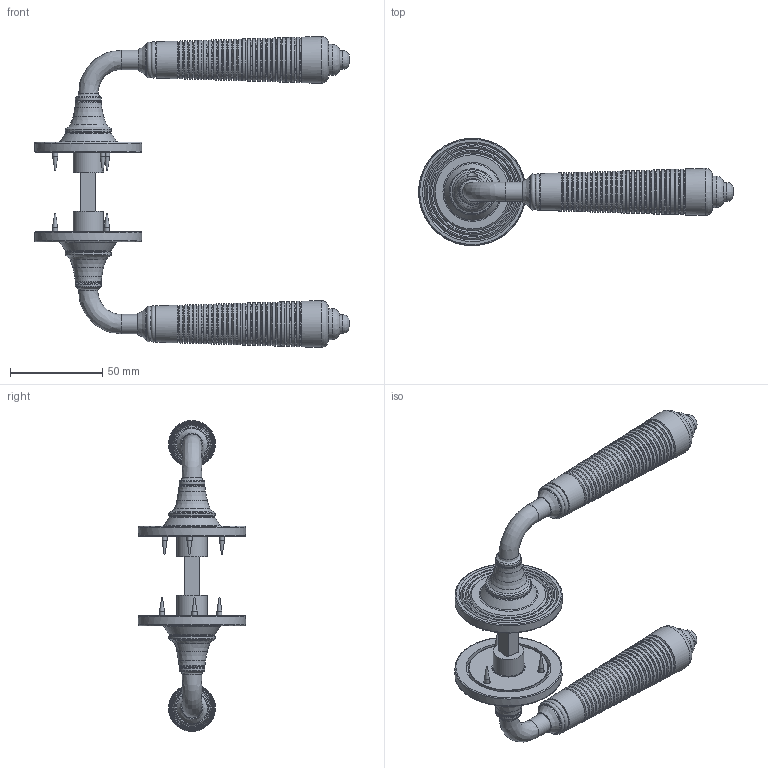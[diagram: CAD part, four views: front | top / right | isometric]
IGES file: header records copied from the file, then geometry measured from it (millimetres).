
Global section: file name: PK6974-B-R57; native system: Autodesk Inventor 2024; preprocessor: unknown; author: adaniels; date: 20250319.143704; units: millimetre
Bounding box: 170.37 x 58 x 168.39 mm (x, y, z)
Volume: 125919.7 mm3; surface area: 64664.8 mm2
Topology: 21 solids, 21 shells, 666 faces, 1858 edges, 1286 vertices
Faces by surface type: bspline 666
